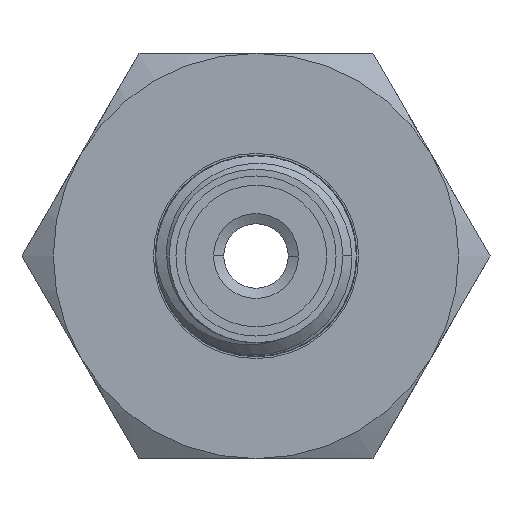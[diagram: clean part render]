
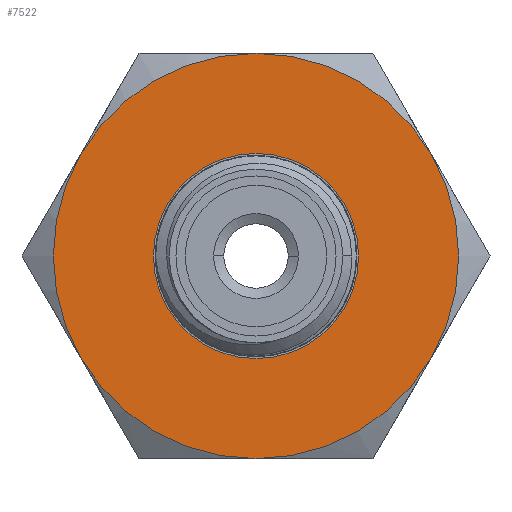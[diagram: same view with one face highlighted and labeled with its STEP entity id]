
A CAD part, left-side view. The second image highlights one B-rep face of the part: STEP entity #7522.
In plain terms, the highlighted planar face has unit normal (-1, 0, 0).
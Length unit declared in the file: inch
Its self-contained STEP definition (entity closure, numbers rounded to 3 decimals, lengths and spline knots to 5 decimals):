
#299 = CARTESIAN_POINT ( 'NONE',  ( 0.44189, -0.35958, -0.28475 ) ) ;
#313 = DIRECTION ( 'NONE',  ( 0., 0., 1. ) ) ;
#822 = ORIENTED_EDGE ( 'NONE', *, *, #9472, .T. ) ;
#1092 = CIRCLE ( 'NONE', #10563, 0.5625 ) ;
#1113 = AXIS2_PLACEMENT_3D ( 'NONE', #12888, #14191, #313 ) ;
#1160 = ORIENTED_EDGE ( 'NONE', *, *, #16309, .T. ) ;
#1231 = VERTEX_POINT ( 'NONE', #4524 ) ;
#1876 = AXIS2_PLACEMENT_3D ( 'NONE', #16112, #8135, #5688 ) ;
#1996 = CIRCLE ( 'NONE', #3082, 0.28475 ) ;
#2281 = DIRECTION ( 'NONE',  ( -1., 0., 0. ) ) ;
#2471 = EDGE_CURVE ( 'NONE', #11466, #4825, #7323, .T. ) ;
#2607 = CARTESIAN_POINT ( 'NONE',  ( 0.44189, -0.35958, 0.5625 ) ) ;
#2660 = DIRECTION ( 'NONE',  ( 0., 0., 1. ) ) ;
#3082 = AXIS2_PLACEMENT_3D ( 'NONE', #12084, #5640, #10838 ) ;
#3295 = FACE_OUTER_BOUND ( 'NONE', #4102, .T. ) ;
#3448 = VERTEX_POINT ( 'NONE', #2607 ) ;
#3573 = DIRECTION ( 'NONE',  ( 0., 0., 1. ) ) ;
#3791 = CARTESIAN_POINT ( 'NONE',  ( 0.44189, -0.35958, 0. ) ) ;
#3843 = CARTESIAN_POINT ( 'NONE',  ( 0.44189, -0.35958, -0.5625 ) ) ;
#3866 = CARTESIAN_POINT ( 'NONE',  ( 0.44189, -0.35958, 0. ) ) ;
#4102 = EDGE_LOOP ( 'NONE', ( #6795, #8393, #13410, #1160, #822, #12459 ) ) ;
#4524 = CARTESIAN_POINT ( 'NONE',  ( 0.44189, 0.12756, 0.28125 ) ) ;
#4618 = CARTESIAN_POINT ( 'NONE',  ( 0.44189, -0.07483, 0. ) ) ;
#4722 = DIRECTION ( 'NONE',  ( 1., 0., 0. ) ) ;
#4825 = VERTEX_POINT ( 'NONE', #9682 ) ;
#5010 = VERTEX_POINT ( 'NONE', #7060 ) ;
#5345 = AXIS2_PLACEMENT_3D ( 'NONE', #6276, #6146, #3573 ) ;
#5640 = DIRECTION ( 'NONE',  ( -1., 0., 0. ) ) ;
#5688 = DIRECTION ( 'NONE',  ( 0., 0., 1. ) ) ;
#5798 = EDGE_CURVE ( 'NONE', #1231, #5010, #9329, .T. ) ;
#5847 = PLANE ( 'NONE',  #12159 ) ;
#5921 = EDGE_CURVE ( 'NONE', #3448, #1231, #9131, .T. ) ;
#6146 = DIRECTION ( 'NONE',  ( -1., 0., 0. ) ) ;
#6276 = CARTESIAN_POINT ( 'NONE',  ( 0.44189, -0.35958, 0. ) ) ;
#6366 = CARTESIAN_POINT ( 'NONE',  ( 0.44189, -0.35958, 0. ) ) ;
#6795 = ORIENTED_EDGE ( 'NONE', *, *, #5921, .T. ) ;
#6978 = EDGE_LOOP ( 'NONE', ( #16277, #9785 ) ) ;
#7060 = CARTESIAN_POINT ( 'NONE',  ( 0.44189, 0.12756, -0.28125 ) ) ;
#7323 = CIRCLE ( 'NONE', #1113, 0.28475 ) ;
#7522 = ADVANCED_FACE ( 'NONE', ( #15430, #3295 ), #5847, .F. ) ;
#7795 = CIRCLE ( 'NONE', #11059, 0.5625 ) ;
#8135 = DIRECTION ( 'NONE',  ( -1., 0., 0. ) ) ;
#8393 = ORIENTED_EDGE ( 'NONE', *, *, #5798, .T. ) ;
#8832 = AXIS2_PLACEMENT_3D ( 'NONE', #3791, #2281, #12628 ) ;
#8984 = DIRECTION ( 'NONE',  ( -1., 0., 0. ) ) ;
#9131 = CIRCLE ( 'NONE', #14034, 0.5625 ) ;
#9329 = CIRCLE ( 'NONE', #5345, 0.5625 ) ;
#9472 = EDGE_CURVE ( 'NONE', #14643, #13591, #7795, .T. ) ;
#9682 = CARTESIAN_POINT ( 'NONE',  ( 0.44189, -0.35958, 0.28475 ) ) ;
#9785 = ORIENTED_EDGE ( 'NONE', *, *, #2471, .F. ) ;
#10246 = DIRECTION ( 'NONE',  ( 0., 0., 1. ) ) ;
#10278 = DIRECTION ( 'NONE',  ( 0., 0., 1. ) ) ;
#10563 = AXIS2_PLACEMENT_3D ( 'NONE', #16734, #8984, #10278 ) ;
#10838 = DIRECTION ( 'NONE',  ( 0., 0., 1. ) ) ;
#11059 = AXIS2_PLACEMENT_3D ( 'NONE', #6366, #16525, #10246 ) ;
#11466 = VERTEX_POINT ( 'NONE', #299 ) ;
#11631 = CIRCLE ( 'NONE', #1876, 0.5625 ) ;
#11995 = CARTESIAN_POINT ( 'NONE',  ( 0.44189, -0.84672, 0.28125 ) ) ;
#12084 = CARTESIAN_POINT ( 'NONE',  ( 0.44189, -0.35958, 0. ) ) ;
#12159 = AXIS2_PLACEMENT_3D ( 'NONE', #4618, #4722, #13770 ) ;
#12459 = ORIENTED_EDGE ( 'NONE', *, *, #12629, .T. ) ;
#12628 = DIRECTION ( 'NONE',  ( 0., 0., 1. ) ) ;
#12629 = EDGE_CURVE ( 'NONE', #13591, #3448, #11631, .T. ) ;
#12888 = CARTESIAN_POINT ( 'NONE',  ( 0.44189, -0.35958, 0. ) ) ;
#12901 = EDGE_CURVE ( 'NONE', #5010, #16384, #1092, .T. ) ;
#12969 = CIRCLE ( 'NONE', #8832, 0.5625 ) ;
#13410 = ORIENTED_EDGE ( 'NONE', *, *, #12901, .T. ) ;
#13591 = VERTEX_POINT ( 'NONE', #11995 ) ;
#13770 = DIRECTION ( 'NONE',  ( 0., 0., -1. ) ) ;
#14034 = AXIS2_PLACEMENT_3D ( 'NONE', #3866, #15539, #2660 ) ;
#14191 = DIRECTION ( 'NONE',  ( -1., 0., 0. ) ) ;
#14643 = VERTEX_POINT ( 'NONE', #16371 ) ;
#15430 = FACE_BOUND ( 'NONE', #6978, .T. ) ;
#15539 = DIRECTION ( 'NONE',  ( -1., 0., 0. ) ) ;
#16112 = CARTESIAN_POINT ( 'NONE',  ( 0.44189, -0.35958, 0. ) ) ;
#16277 = ORIENTED_EDGE ( 'NONE', *, *, #16560, .F. ) ;
#16309 = EDGE_CURVE ( 'NONE', #16384, #14643, #12969, .T. ) ;
#16371 = CARTESIAN_POINT ( 'NONE',  ( 0.44189, -0.84672, -0.28125 ) ) ;
#16384 = VERTEX_POINT ( 'NONE', #3843 ) ;
#16525 = DIRECTION ( 'NONE',  ( -1., 0., 0. ) ) ;
#16560 = EDGE_CURVE ( 'NONE', #4825, #11466, #1996, .T. ) ;
#16734 = CARTESIAN_POINT ( 'NONE',  ( 0.44189, -0.35958, 0. ) ) ;
